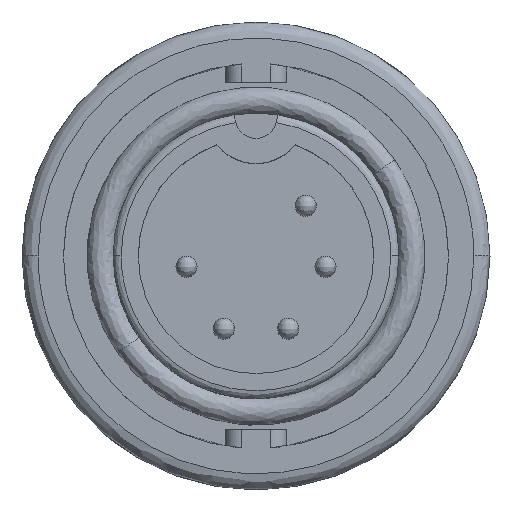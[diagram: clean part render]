
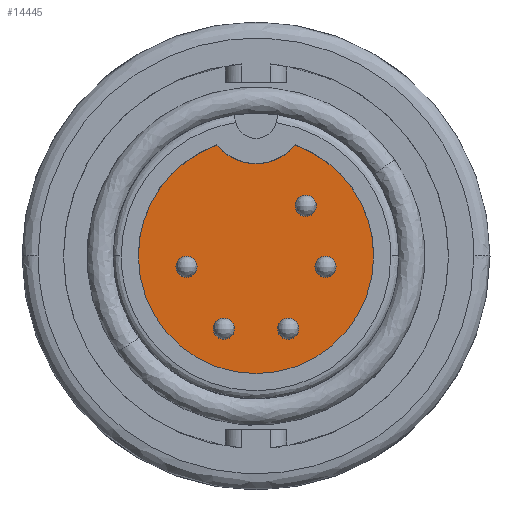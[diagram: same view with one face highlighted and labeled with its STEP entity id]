
A CAD part, top view. The second image highlights one B-rep face of the part: STEP entity #14445.
In plain terms, the highlighted planar face has unit normal (0, 0, 1).
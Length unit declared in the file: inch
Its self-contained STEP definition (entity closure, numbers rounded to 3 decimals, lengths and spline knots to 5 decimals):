
#144 = AXIS2_PLACEMENT_3D ( 'NONE', #1638, #9702, #2791 ) ;
#157 = FACE_BOUND ( 'NONE', #12838, .T. ) ;
#163 = EDGE_CURVE ( 'NONE', #5061, #400, #6592, .T. ) ;
#191 = CARTESIAN_POINT ( 'NONE',  ( 0.13, -0.02, -0.25364 ) ) ;
#202 = EDGE_CURVE ( 'NONE', #7962, #6761, #5868, .T. ) ;
#321 = DIRECTION ( 'NONE',  ( -1., 0., 0. ) ) ;
#400 = VERTEX_POINT ( 'NONE', #4114 ) ;
#940 = EDGE_CURVE ( 'NONE', #5929, #7977, #14028, .T. ) ;
#1192 = AXIS2_PLACEMENT_3D ( 'NONE', #2405, #4642, #3642 ) ;
#1278 = DIRECTION ( 'NONE',  ( -1., 0., 0. ) ) ;
#1399 = AXIS2_PLACEMENT_3D ( 'NONE', #2428, #10518, #3611 ) ;
#1549 = CARTESIAN_POINT ( 'NONE',  ( 0.04026, -0.136, -0.25364 ) ) ;
#1579 = DIRECTION ( 'NONE',  ( 0., 0., -1. ) ) ;
#1603 = ORIENTED_EDGE ( 'NONE', *, *, #5077, .T. ) ;
#1638 = CARTESIAN_POINT ( 'NONE',  ( 0., 0.26676, -0.25364 ) ) ;
#2226 = AXIS2_PLACEMENT_3D ( 'NONE', #12065, #7521, #7483 ) ;
#2361 = CARTESIAN_POINT ( 'NONE',  ( -0.11026, -0.02, -0.25364 ) ) ;
#2405 = CARTESIAN_POINT ( 'NONE',  ( 0., 0.13338, -0.25364 ) ) ;
#2428 = CARTESIAN_POINT ( 'NONE',  ( 0.06, -0.136, -0.25364 ) ) ;
#2469 = CIRCLE ( 'NONE', #5907, 0.22 ) ;
#2770 = FACE_BOUND ( 'NONE', #12718, .T. ) ;
#2791 = DIRECTION ( 'NONE',  ( 1., 0., 0. ) ) ;
#2826 = EDGE_LOOP ( 'NONE', ( #12314, #4395 ) ) ;
#2830 = EDGE_CURVE ( 'NONE', #6228, #6177, #13457, .T. ) ;
#2870 = ORIENTED_EDGE ( 'NONE', *, *, #9520, .T. ) ;
#3094 = EDGE_CURVE ( 'NONE', #10336, #12374, #5642, .T. ) ;
#3153 = FACE_OUTER_BOUND ( 'NONE', #9376, .T. ) ;
#3210 = ORIENTED_EDGE ( 'NONE', *, *, #5198, .T. ) ;
#3225 = AXIS2_PLACEMENT_3D ( 'NONE', #4028, #12025, #5179 ) ;
#3383 = CARTESIAN_POINT ( 'NONE',  ( -0.22, 0., -0.25364 ) ) ;
#3611 = DIRECTION ( 'NONE',  ( -1., 0., 0. ) ) ;
#3642 = DIRECTION ( 'NONE',  ( 1., 0., 0. ) ) ;
#3945 = AXIS2_PLACEMENT_3D ( 'NONE', #6112, #14048, #7279 ) ;
#4028 = CARTESIAN_POINT ( 'NONE',  ( 0.093, 0.094, -0.25364 ) ) ;
#4114 = CARTESIAN_POINT ( 'NONE',  ( 0.14974, -0.02, -0.25364 ) ) ;
#4260 = DIRECTION ( 'NONE',  ( 0., 0., 1. ) ) ;
#4319 = EDGE_LOOP ( 'NONE', ( #10856, #1603 ) ) ;
#4395 = ORIENTED_EDGE ( 'NONE', *, *, #14681, .T. ) ;
#4420 = CIRCLE ( 'NONE', #3225, 0.01974 ) ;
#4642 = DIRECTION ( 'NONE',  ( 0., 0., 1. ) ) ;
#4677 = VERTEX_POINT ( 'NONE', #11706 ) ;
#4972 = CARTESIAN_POINT ( 'NONE',  ( 0., 0., -0.25364 ) ) ;
#5061 = VERTEX_POINT ( 'NONE', #7008 ) ;
#5077 = EDGE_CURVE ( 'NONE', #400, #5061, #5800, .T. ) ;
#5147 = ORIENTED_EDGE ( 'NONE', *, *, #10941, .T. ) ;
#5179 = DIRECTION ( 'NONE',  ( -1., 0., 0. ) ) ;
#5198 = EDGE_CURVE ( 'NONE', #6761, #4677, #7790, .T. ) ;
#5245 = CARTESIAN_POINT ( 'NONE',  ( -0.06, -0.136, -0.25364 ) ) ;
#5371 = DIRECTION ( 'NONE',  ( 0., 0., -1. ) ) ;
#5642 = CIRCLE ( 'NONE', #12909, 0.01974 ) ;
#5689 = AXIS2_PLACEMENT_3D ( 'NONE', #191, #8234, #1278 ) ;
#5800 = CIRCLE ( 'NONE', #5689, 0.01974 ) ;
#5868 = CIRCLE ( 'NONE', #2226, 0.22 ) ;
#5884 = FACE_BOUND ( 'NONE', #2826, .T. ) ;
#5907 = AXIS2_PLACEMENT_3D ( 'NONE', #11138, #4260, #12254 ) ;
#5929 = VERTEX_POINT ( 'NONE', #10899 ) ;
#6004 = ORIENTED_EDGE ( 'NONE', *, *, #202, .T. ) ;
#6112 = CARTESIAN_POINT ( 'NONE',  ( 0.06, -0.136, -0.25364 ) ) ;
#6120 = VERTEX_POINT ( 'NONE', #2361 ) ;
#6150 = DIRECTION ( 'NONE',  ( 1., 0., 0. ) ) ;
#6151 = AXIS2_PLACEMENT_3D ( 'NONE', #7678, #7687, #7701 ) ;
#6177 = VERTEX_POINT ( 'NONE', #13870 ) ;
#6228 = VERTEX_POINT ( 'NONE', #1549 ) ;
#6423 = DIRECTION ( 'NONE',  ( -1., 0., 0. ) ) ;
#6570 = CARTESIAN_POINT ( 'NONE',  ( 0.22, 0., -0.25364 ) ) ;
#6592 = CIRCLE ( 'NONE', #6151, 0.01974 ) ;
#6761 = VERTEX_POINT ( 'NONE', #6570 ) ;
#7008 = CARTESIAN_POINT ( 'NONE',  ( 0.11026, -0.02, -0.25364 ) ) ;
#7198 = DIRECTION ( 'NONE',  ( 0., 0., -1. ) ) ;
#7279 = DIRECTION ( 'NONE',  ( -1., 0., 0. ) ) ;
#7303 = ORIENTED_EDGE ( 'NONE', *, *, #2830, .T. ) ;
#7379 = CIRCLE ( 'NONE', #12561, 0.01974 ) ;
#7483 = DIRECTION ( 'NONE',  ( 1., 0., 0. ) ) ;
#7521 = DIRECTION ( 'NONE',  ( 0., 0., 1. ) ) ;
#7678 = CARTESIAN_POINT ( 'NONE',  ( 0.13, -0.02, -0.25364 ) ) ;
#7687 = DIRECTION ( 'NONE',  ( 0., 0., -1. ) ) ;
#7701 = DIRECTION ( 'NONE',  ( -1., 0., 0. ) ) ;
#7741 = CARTESIAN_POINT ( 'NONE',  ( 0.07326, 0.094, -0.25364 ) ) ;
#7790 = CIRCLE ( 'NONE', #13305, 0.22 ) ;
#7926 = CIRCLE ( 'NONE', #144, 0.094 ) ;
#7962 = VERTEX_POINT ( 'NONE', #3383 ) ;
#7977 = VERTEX_POINT ( 'NONE', #12524 ) ;
#8223 = ORIENTED_EDGE ( 'NONE', *, *, #11009, .T. ) ;
#8234 = DIRECTION ( 'NONE',  ( 0., 0., -1. ) ) ;
#8330 = ORIENTED_EDGE ( 'NONE', *, *, #8866, .F. ) ;
#8521 = CARTESIAN_POINT ( 'NONE',  ( -0.13, -0.02, -0.25364 ) ) ;
#8866 = EDGE_CURVE ( 'NONE', #11150, #4677, #7926, .T. ) ;
#8906 = FACE_BOUND ( 'NONE', #10951, .T. ) ;
#9197 = CARTESIAN_POINT ( 'NONE',  ( 0.11274, 0.094, -0.25364 ) ) ;
#9306 = CIRCLE ( 'NONE', #3945, 0.01974 ) ;
#9319 = AXIS2_PLACEMENT_3D ( 'NONE', #8521, #1579, #9644 ) ;
#9376 = EDGE_LOOP ( 'NONE', ( #10112, #6004, #3210, #8330 ) ) ;
#9520 = EDGE_CURVE ( 'NONE', #12788, #6120, #7379, .T. ) ;
#9644 = DIRECTION ( 'NONE',  ( -1., 0., 0. ) ) ;
#9702 = DIRECTION ( 'NONE',  ( 0., 0., 1. ) ) ;
#9905 = EDGE_CURVE ( 'NONE', #11150, #7962, #2469, .T. ) ;
#10112 = ORIENTED_EDGE ( 'NONE', *, *, #9905, .T. ) ;
#10170 = AXIS2_PLACEMENT_3D ( 'NONE', #10243, #10268, #14364 ) ;
#10243 = CARTESIAN_POINT ( 'NONE',  ( -0.06, -0.136, -0.25364 ) ) ;
#10268 = DIRECTION ( 'NONE',  ( 0., 0., -1. ) ) ;
#10336 = VERTEX_POINT ( 'NONE', #7741 ) ;
#10518 = DIRECTION ( 'NONE',  ( 0., 0., -1. ) ) ;
#10541 = PLANE ( 'NONE',  #1192 ) ;
#10544 = EDGE_CURVE ( 'NONE', #7977, #5929, #11457, .T. ) ;
#10856 = ORIENTED_EDGE ( 'NONE', *, *, #163, .T. ) ;
#10899 = CARTESIAN_POINT ( 'NONE',  ( -0.07974, -0.136, -0.25364 ) ) ;
#10941 = EDGE_CURVE ( 'NONE', #6177, #6228, #9306, .T. ) ;
#10951 = EDGE_LOOP ( 'NONE', ( #2870, #8223 ) ) ;
#11009 = EDGE_CURVE ( 'NONE', #6120, #12788, #11990, .T. ) ;
#11138 = CARTESIAN_POINT ( 'NONE',  ( 0., 0., -0.25364 ) ) ;
#11150 = VERTEX_POINT ( 'NONE', #12259 ) ;
#11404 = ORIENTED_EDGE ( 'NONE', *, *, #10544, .T. ) ;
#11457 = CIRCLE ( 'NONE', #13959, 0.01974 ) ;
#11706 = CARTESIAN_POINT ( 'NONE',  ( 0.073, 0.20754, -0.25364 ) ) ;
#11953 = FACE_BOUND ( 'NONE', #4319, .T. ) ;
#11990 = CIRCLE ( 'NONE', #9319, 0.01974 ) ;
#12025 = DIRECTION ( 'NONE',  ( 0., 0., -1. ) ) ;
#12065 = CARTESIAN_POINT ( 'NONE',  ( 0., 0., -0.25364 ) ) ;
#12200 = CARTESIAN_POINT ( 'NONE',  ( 0.093, 0.094, -0.25364 ) ) ;
#12254 = DIRECTION ( 'NONE',  ( 1., 0., 0. ) ) ;
#12259 = CARTESIAN_POINT ( 'NONE',  ( -0.073, 0.20754, -0.25364 ) ) ;
#12314 = ORIENTED_EDGE ( 'NONE', *, *, #3094, .T. ) ;
#12374 = VERTEX_POINT ( 'NONE', #9197 ) ;
#12524 = CARTESIAN_POINT ( 'NONE',  ( -0.04026, -0.136, -0.25364 ) ) ;
#12561 = AXIS2_PLACEMENT_3D ( 'NONE', #13972, #7198, #321 ) ;
#12718 = EDGE_LOOP ( 'NONE', ( #12719, #11404 ) ) ;
#12719 = ORIENTED_EDGE ( 'NONE', *, *, #940, .T. ) ;
#12788 = VERTEX_POINT ( 'NONE', #13880 ) ;
#12838 = EDGE_LOOP ( 'NONE', ( #7303, #5147 ) ) ;
#12909 = AXIS2_PLACEMENT_3D ( 'NONE', #12200, #5371, #13331 ) ;
#12936 = DIRECTION ( 'NONE',  ( 0., 0., 1. ) ) ;
#13198 = DIRECTION ( 'NONE',  ( 0., 0., -1. ) ) ;
#13305 = AXIS2_PLACEMENT_3D ( 'NONE', #4972, #12936, #6150 ) ;
#13331 = DIRECTION ( 'NONE',  ( -1., 0., 0. ) ) ;
#13457 = CIRCLE ( 'NONE', #1399, 0.01974 ) ;
#13870 = CARTESIAN_POINT ( 'NONE',  ( 0.07974, -0.136, -0.25364 ) ) ;
#13880 = CARTESIAN_POINT ( 'NONE',  ( -0.14974, -0.02, -0.25364 ) ) ;
#13959 = AXIS2_PLACEMENT_3D ( 'NONE', #5245, #13198, #6423 ) ;
#13972 = CARTESIAN_POINT ( 'NONE',  ( -0.13, -0.02, -0.25364 ) ) ;
#14028 = CIRCLE ( 'NONE', #10170, 0.01974 ) ;
#14048 = DIRECTION ( 'NONE',  ( 0., 0., -1. ) ) ;
#14364 = DIRECTION ( 'NONE',  ( -1., 0., 0. ) ) ;
#14445 = ADVANCED_FACE ( 'NONE', ( #8906, #11953, #157, #3153, #5884, #2770 ), #10541, .T. ) ;
#14681 = EDGE_CURVE ( 'NONE', #12374, #10336, #4420, .T. ) ;
